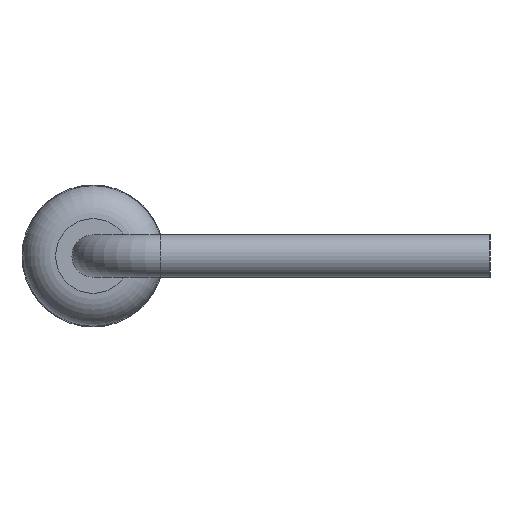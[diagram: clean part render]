
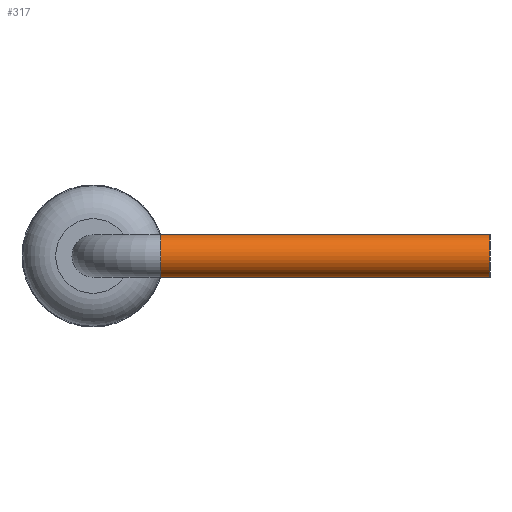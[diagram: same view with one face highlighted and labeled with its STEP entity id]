
A CAD part, left-side view. The second image highlights one B-rep face of the part: STEP entity #317.
In plain terms, the highlighted cylindrical face has radius 0.225 mm (diameter 0.45 mm), a full revolution.
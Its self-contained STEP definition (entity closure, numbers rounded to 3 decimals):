
#46=FACE_OUTER_BOUND('',#65,.T.);
#65=EDGE_LOOP('',(#247,#248,#249,#250,#251,#252));
#78=LINE('',#575,#85);
#85=VECTOR('',#466,0.225);
#108=CIRCLE('',#365,0.225);
#109=CIRCLE('',#366,0.225);
#112=CIRCLE('',#371,0.225);
#113=CIRCLE('',#372,0.225);
#145=VERTEX_POINT('',#561);
#146=VERTEX_POINT('',#562);
#149=VERTEX_POINT('',#571);
#150=VERTEX_POINT('',#572);
#184=EDGE_CURVE('',#145,#146,#108,.T.);
#185=EDGE_CURVE('',#146,#145,#109,.T.);
#188=EDGE_CURVE('',#149,#150,#112,.T.);
#189=EDGE_CURVE('',#150,#149,#113,.T.);
#190=EDGE_CURVE('',#150,#146,#78,.T.);
#247=ORIENTED_EDGE('',*,*,#188,.F.);
#248=ORIENTED_EDGE('',*,*,#189,.F.);
#249=ORIENTED_EDGE('',*,*,#190,.T.);
#250=ORIENTED_EDGE('',*,*,#184,.F.);
#251=ORIENTED_EDGE('',*,*,#185,.F.);
#252=ORIENTED_EDGE('',*,*,#190,.F.);
#304=CYLINDRICAL_SURFACE('',#370,0.225);
#317=ADVANCED_FACE('',(#46),#304,.T.);
#365=AXIS2_PLACEMENT_3D('',#563,#450,#451);
#366=AXIS2_PLACEMENT_3D('',#564,#452,#453);
#370=AXIS2_PLACEMENT_3D('',#570,#460,#461);
#371=AXIS2_PLACEMENT_3D('',#573,#462,#463);
#372=AXIS2_PLACEMENT_3D('',#574,#464,#465);
#450=DIRECTION('center_axis',(0.,-1.,0.));
#451=DIRECTION('ref_axis',(1.,0.,0.));
#452=DIRECTION('center_axis',(0.,-1.,0.));
#453=DIRECTION('ref_axis',(1.,0.,0.));
#460=DIRECTION('center_axis',(0.,1.,0.));
#461=DIRECTION('ref_axis',(0.,0.,1.));
#462=DIRECTION('center_axis',(0.,1.,0.));
#463=DIRECTION('ref_axis',(0.,0.,1.));
#464=DIRECTION('center_axis',(0.,1.,0.));
#465=DIRECTION('ref_axis',(0.,0.,1.));
#466=DIRECTION('',(0.,-1.,0.));
#561=CARTESIAN_POINT('',(-3.275,-3.5,0.));
#562=CARTESIAN_POINT('',(-3.5,-3.5,-0.225));
#563=CARTESIAN_POINT('Origin',(-3.5,-3.5,0.));
#564=CARTESIAN_POINT('Origin',(-3.5,-3.5,0.));
#570=CARTESIAN_POINT('Origin',(-3.5,-3.514,0.));
#571=CARTESIAN_POINT('',(-3.275,0.025,0.));
#572=CARTESIAN_POINT('',(-3.5,0.025,-0.225));
#573=CARTESIAN_POINT('Origin',(-3.5,0.025,0.));
#574=CARTESIAN_POINT('Origin',(-3.5,0.025,0.));
#575=CARTESIAN_POINT('',(-3.5,-3.514,-0.225));
